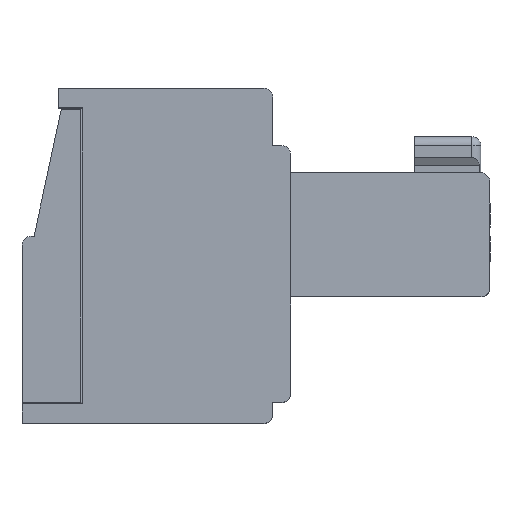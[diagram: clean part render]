
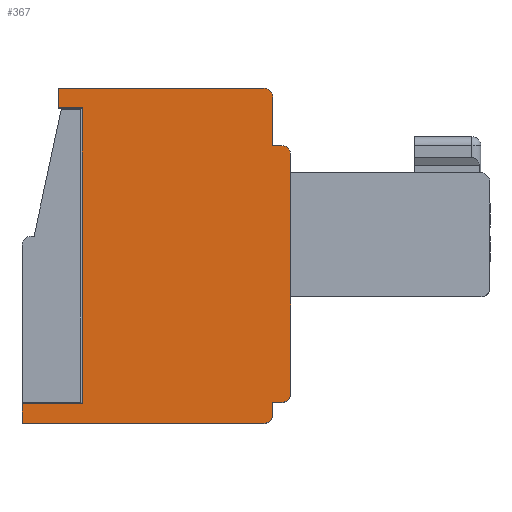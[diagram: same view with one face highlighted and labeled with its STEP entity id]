
A CAD part, top view. The second image highlights one B-rep face of the part: STEP entity #367.
In plain terms, the highlighted planar face has unit normal (0, 0, 1).
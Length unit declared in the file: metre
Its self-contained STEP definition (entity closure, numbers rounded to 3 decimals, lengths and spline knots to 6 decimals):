
#367=ADVANCED_FACE('',(#824),#825,.F.);
#824=FACE_OUTER_BOUND('',#1371,.T.);
#825=PLANE('',#1372);
#1371=EDGE_LOOP('',(#2450,#2451,#2452,#2453,#2454,#2455,#2456,#2457,#2458,#2459,#2460,#2461,#2462,#2463,#2464,#2465));
#1372=AXIS2_PLACEMENT_3D('',#2466,#2467,#2468);
#2450=ORIENTED_EDGE('',*,*,#3390,.T.);
#2451=ORIENTED_EDGE('',*,*,#3361,.T.);
#2452=ORIENTED_EDGE('',*,*,#3385,.T.);
#2453=ORIENTED_EDGE('',*,*,#3588,.T.);
#2454=ORIENTED_EDGE('',*,*,#3590,.T.);
#2455=ORIENTED_EDGE('',*,*,#3591,.F.);
#2456=ORIENTED_EDGE('',*,*,#3592,.T.);
#2457=ORIENTED_EDGE('',*,*,#3593,.T.);
#2458=ORIENTED_EDGE('',*,*,#3381,.T.);
#2459=ORIENTED_EDGE('',*,*,#3594,.T.);
#2460=ORIENTED_EDGE('',*,*,#3310,.T.);
#2461=ORIENTED_EDGE('',*,*,#3323,.T.);
#2462=ORIENTED_EDGE('',*,*,#3320,.T.);
#2463=ORIENTED_EDGE('',*,*,#3305,.F.);
#2464=ORIENTED_EDGE('',*,*,#3392,.T.);
#2465=ORIENTED_EDGE('',*,*,#3357,.T.);
#2466=CARTESIAN_POINT('',(0.013673,0.00851,-0.000867));
#2467=DIRECTION('',(0.,0.,-1.0));
#2468=DIRECTION('',(0.0,-1.0,0.));
#3305=EDGE_CURVE('',#3980,#3982,#3983,.T.);
#3310=EDGE_CURVE('',#3990,#3988,#3991,.T.);
#3320=EDGE_CURVE('',#4008,#3982,#4009,.T.);
#3323=EDGE_CURVE('',#3988,#4008,#4012,.T.);
#3357=EDGE_CURVE('',#4068,#4066,#4069,.T.);
#3361=EDGE_CURVE('',#4074,#4072,#4075,.T.);
#3381=EDGE_CURVE('',#4111,#4109,#4112,.T.);
#3385=EDGE_CURVE('',#4072,#4117,#4119,.T.);
#3390=EDGE_CURVE('',#4066,#4074,#4125,.T.);
#3392=EDGE_CURVE('',#3980,#4068,#4127,.T.);
#3588=EDGE_CURVE('',#4117,#4408,#4410,.T.);
#3590=EDGE_CURVE('',#4408,#4412,#4413,.T.);
#3591=EDGE_CURVE('',#4414,#4412,#4415,.T.);
#3592=EDGE_CURVE('',#4414,#4416,#4417,.T.);
#3593=EDGE_CURVE('',#4416,#4111,#4418,.T.);
#3594=EDGE_CURVE('',#4109,#3990,#4419,.T.);
#3980=VERTEX_POINT('',#4955);
#3982=VERTEX_POINT('',#4958);
#3983=LINE('',#4959,#4960);
#3988=VERTEX_POINT('',#4966);
#3990=VERTEX_POINT('',#4969);
#3991=LINE('',#4970,#4971);
#4008=VERTEX_POINT('',#4993);
#4009=LINE('',#4994,#4995);
#4012=LINE('',#4999,#5000);
#4066=VERTEX_POINT('',#5077);
#4068=VERTEX_POINT('',#5080);
#4069=LINE('',#5081,#5082);
#4072=VERTEX_POINT('',#5086);
#4074=VERTEX_POINT('',#5089);
#4075=CIRCLE('',#5090,0.0003);
#4109=VERTEX_POINT('',#5136);
#4111=VERTEX_POINT('',#5139);
#4112=LINE('',#5140,#5141);
#4117=VERTEX_POINT('',#5148);
#4119=LINE('',#5151,#5152);
#4125=LINE('',#5161,#5162);
#4127=LINE('',#5164,#5165);
#4408=VERTEX_POINT('',#5578);
#4410=LINE('',#5581,#5582);
#4412=VERTEX_POINT('',#5584);
#4413=CIRCLE('',#5585,0.0003);
#4414=VERTEX_POINT('',#5586);
#4415=LINE('',#5587,#5588);
#4416=VERTEX_POINT('',#5589);
#4417=CIRCLE('',#5590,0.0003);
#4418=LINE('',#5591,#5592);
#4419=CIRCLE('',#5593,0.0003);
#4955=CARTESIAN_POINT('',(0.000473,0.00116,-0.000867));
#4958=CARTESIAN_POINT('',(0.000473,0.01096,-0.000867));
#4959=CARTESIAN_POINT('',(0.000473,0.00116,-0.000867));
#4960=VECTOR('',#6136,1.0);
#4966=CARTESIAN_POINT('',(-0.000327,0.01161,-0.000867));
#4969=CARTESIAN_POINT('',(0.006473,0.01161,-0.000867));
#4970=CARTESIAN_POINT('',(0.013673,0.01161,-0.000867));
#4971=VECTOR('',#6142,1.0);
#4993=CARTESIAN_POINT('',(-0.000327,0.01096,-0.000867));
#4994=CARTESIAN_POINT('',(0.013673,0.01096,-0.000867));
#4995=VECTOR('',#6157,1.0);
#4999=CARTESIAN_POINT('',(-0.000327,0.00851,-0.000867));
#5000=VECTOR('',#6159,1.0);
#5077=CARTESIAN_POINT('',(-0.001527,0.00051,-0.000867));
#5080=CARTESIAN_POINT('',(-0.001527,0.00116,-0.000867));
#5081=CARTESIAN_POINT('',(-0.001527,0.00851,-0.000867));
#5082=VECTOR('',#6193,1.0);
#5086=CARTESIAN_POINT('',(0.006773,0.00081,-0.000867));
#5089=CARTESIAN_POINT('',(0.006473,0.00051,-0.000867));
#5090=AXIS2_PLACEMENT_3D('',#6196,#6197,#6198);
#5136=CARTESIAN_POINT('',(0.006773,0.01131,-0.000867));
#5139=CARTESIAN_POINT('',(0.006773,0.00971,-0.000867));
#5140=CARTESIAN_POINT('',(0.006773,0.00851,-0.000867));
#5141=VECTOR('',#6224,1.0);
#5148=CARTESIAN_POINT('',(0.006773,0.00121,-0.000867));
#5151=CARTESIAN_POINT('',(0.006773,0.00851,-0.000867));
#5152=VECTOR('',#6228,1.0);
#5161=CARTESIAN_POINT('',(0.013673,0.00051,-0.000867));
#5162=VECTOR('',#6232,1.0);
#5164=CARTESIAN_POINT('',(0.013673,0.00116,-0.000867));
#5165=VECTOR('',#6233,1.0);
#5578=CARTESIAN_POINT('',(0.007073,0.00121,-0.000867));
#5581=CARTESIAN_POINT('',(0.013673,0.00121,-0.000867));
#5582=VECTOR('',#6432,1.0);
#5584=CARTESIAN_POINT('',(0.007373,0.00151,-0.000867));
#5585=AXIS2_PLACEMENT_3D('',#6433,#6434,#6435);
#5586=CARTESIAN_POINT('',(0.007373,0.00941,-0.000867));
#5587=CARTESIAN_POINT('',(0.007373,0.00941,-0.000867));
#5588=VECTOR('',#6436,1.0);
#5589=CARTESIAN_POINT('',(0.007073,0.00971,-0.000867));
#5590=AXIS2_PLACEMENT_3D('',#6437,#6438,#6439);
#5591=CARTESIAN_POINT('',(0.006773,0.00971,-0.000867));
#5592=VECTOR('',#6440,1.0);
#5593=AXIS2_PLACEMENT_3D('',#6441,#6442,#6443);
#6136=DIRECTION('',(0.,1.0,0.0));
#6142=DIRECTION('',(-1.0,0.,0.));
#6157=DIRECTION('',(1.0,0.,0.));
#6159=DIRECTION('',(0.,-1.0,0.));
#6193=DIRECTION('',(0.,-1.0,0.));
#6196=CARTESIAN_POINT('',(0.006473,0.00081,-0.000867));
#6197=DIRECTION('',(0.,0.,1.0));
#6198=DIRECTION('',(-1.0,0.,0.));
#6224=DIRECTION('',(0.,1.0,0.));
#6228=DIRECTION('',(0.,1.0,0.));
#6232=DIRECTION('',(1.0,0.,0.));
#6233=DIRECTION('',(-1.0,0.,0.));
#6432=DIRECTION('',(1.0,0.,0.));
#6433=CARTESIAN_POINT('',(0.007073,0.00151,-0.000867));
#6434=DIRECTION('',(0.,0.,1.0));
#6435=DIRECTION('',(-1.0,0.,0.));
#6436=DIRECTION('',(0.,-1.0,0.0));
#6437=CARTESIAN_POINT('',(0.007073,0.00941,-0.000867));
#6438=DIRECTION('',(0.,0.,1.0));
#6439=DIRECTION('',(-1.0,0.0,0.));
#6440=DIRECTION('',(-1.0,0.,0.));
#6441=CARTESIAN_POINT('',(0.006473,0.01131,-0.000867));
#6442=DIRECTION('',(0.,0.,1.0));
#6443=DIRECTION('',(-1.0,0.,0.));
